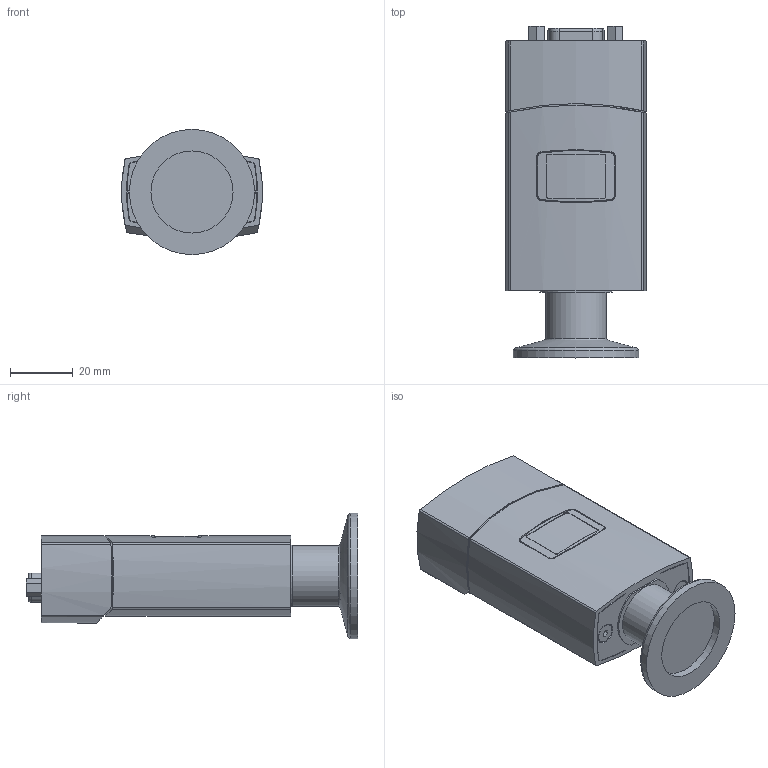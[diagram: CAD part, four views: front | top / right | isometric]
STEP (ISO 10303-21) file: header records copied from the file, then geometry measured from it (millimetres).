
FILE_DESCRIPTION(/* description */ (''),/* implementation_level */ '2;1');
FILE_NAME(/* name */ 'PCG55x_15DSub_25KF.stp',/* time_stamp */ '2017-05-29T10:44:20+02:00',/* author */ ('BEM'),/* organization */ (''),/* preprocessor_version */ 'ST-DEVELOPER v16.1',/* originating_system */ 'Autodesk Inventor 2016',/* authorisation */ '');
FILE_SCHEMA (('AUTOMOTIVE_DESIGN { 1 0 10303 214 3 1 1 }'));
Length unit declared in the file: millimetre
Products named in the file (1): Bauteil1
Bounding box: 45 x 106 x 40 mm (x, y, z)
Volume: 31136.2 mm3; surface area: 37732.6 mm2
Topology: 1 solids, 1 shells, 976 faces, 2654 edges, 1736 vertices
Faces by surface type: plane 611, cylinder 296, cone 43, torus 13, bspline 13
Full cylindrical faces by diameter (mm): 1.1 x2, 1.3 x1, 2.156 x2, 2.4 x1, 2.6 x5, 2.8 x3, 2.845 x2, 2.9 x3, 3 x5, 3.2 x7, 3.4 x3, 3.6 x2, 4 x2, 6 x2, 16 x1, 18 x1, 19.5 x1, 26.2 x1, 40 x1
Entity records: 32376 total; most frequent: CARTESIAN_POINT 6976, ORIENTED_EDGE 5134, DIRECTION 4827, EDGE_CURVE 2567, LINE 1747, VECTOR 1747, VERTEX_POINT 1716, AXIS2_PLACEMENT_3D 1540
